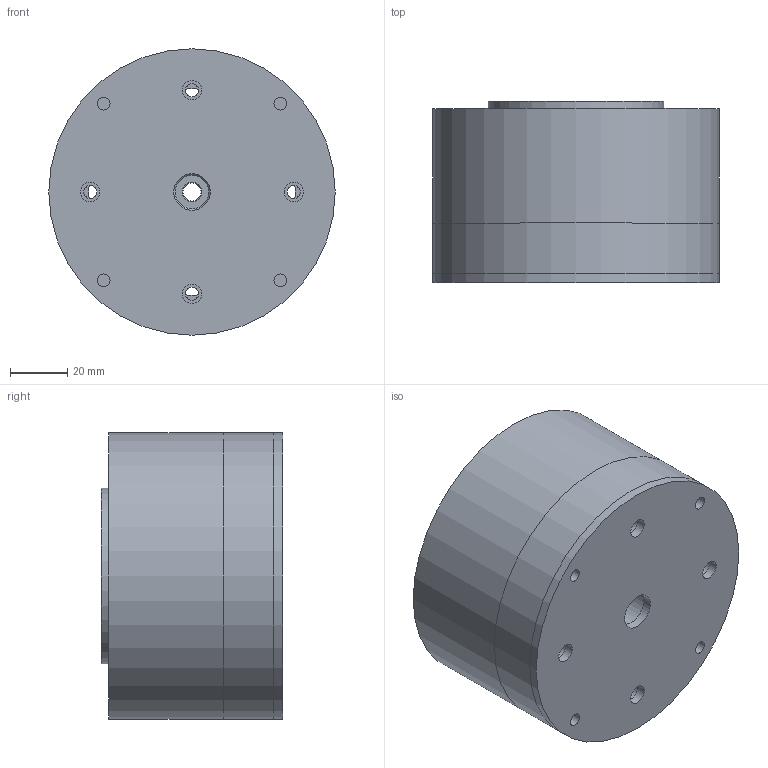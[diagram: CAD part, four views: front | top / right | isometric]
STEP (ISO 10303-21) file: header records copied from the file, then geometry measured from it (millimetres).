
FILE_DESCRIPTION (( 'STEP AP214' ), '1' );
FILE_NAME ('Thruster Concept.STEP', '2025-12-21T01:16:38', ( '' ), ( '' ), 'SwSTEP 2.0', 'SolidWorks 2025', '' );
FILE_SCHEMA (( 'AUTOMOTIVE_DESIGN' ));
Length unit declared in the file: inch
Products named in the file (18): 99926A104_18-8 Stainless Steel Hex Drive Flat Screw_99926A104; Base; KeeperTube; CathodeTube; Thruster Concept; Ceramic Retainer; Ferromagnetic Core; HeatingElement; CathodeConcept; Ceramic Anode Spacer; Ferromagnetic Core Bottom; Constrictor; Boron Nitride Liner; Anode; Inner Ceramic Liner; Copper Heat Sink; TEE; CeramicTube
Assembly tree (22 placements, depth 3):
  Thruster Concept
    Ferromagnetic Core Bottom
    Boron Nitride Liner
    Ferromagnetic Core
    Copper Heat Sink
    Inner Ceramic Liner
    Ceramic Anode Spacer
    Anode
    Ceramic Retainer
    CathodeConcept
      Base
      CathodeTube
      CeramicTube
      Constrictor
      HeatingElement
      KeeperTube
      TEE
      99926A104_18-8 Stainless Steel Hex Drive Flat Screw_99926A104  x6
Bounding box: 100 x 63.24 x 100 mm (x, y, z)
Volume: 402091.7 mm3; surface area: 200215.1 mm2
Topology: 21 solids, 21 shells, 363 faces, 813 edges, 510 vertices
Faces by surface type: cylinder 173, plane 96, cone 63, bspline 19, torus 12
Full cylindrical faces by diameter (mm): 2.261 x6, 2.845 x72, 3.264 x16, 4.496 x12, 5.715 x6, 6.223 x6, 6.35 x1, 6.756 x10, 11.637 x1, 12.7 x1, 17.987 x2, 21.162 x2, 26.162 x2, 29.337 x2, 35.687 x3, 35.814 x1, 45.847 x2, 48.387 x2, 50.8 x3, 56.007 x2, 56.134 x1, 61.214 x1, 64.008 x2, 72.22 x1, 77.3 x2, 78.232 x2, 80.95 x1, 87.3 x2, 100 x3
Entity records: 8469 total; most frequent: CARTESIAN_POINT 4425, DIRECTION 780, ORIENTED_EDGE 448, EDGE_LOOP 396, AXIS2_PLACEMENT_3D 384, FACE_OUTER_BOUND 260, EDGE_CURVE 224, VERTEX_POINT 208
